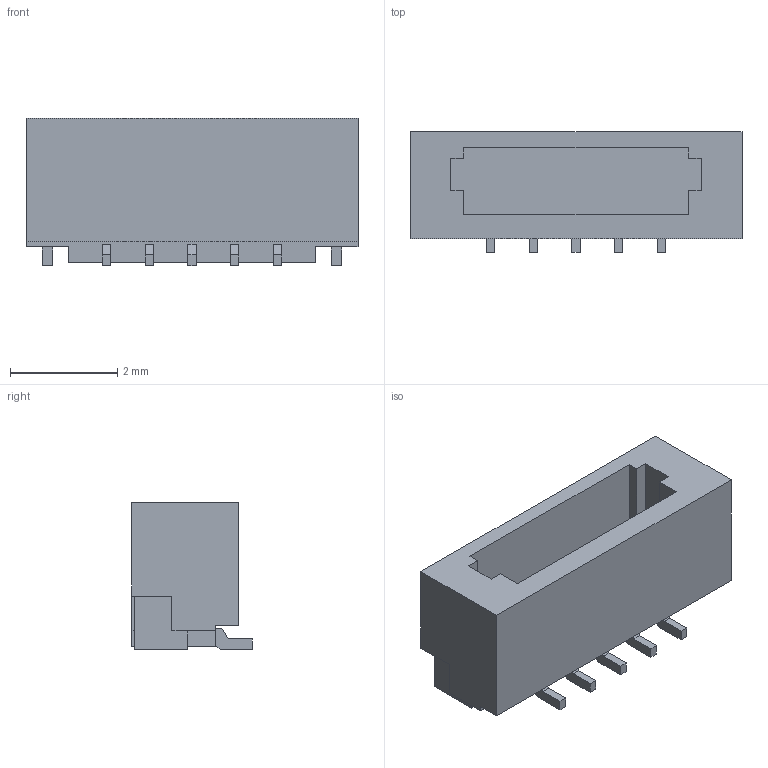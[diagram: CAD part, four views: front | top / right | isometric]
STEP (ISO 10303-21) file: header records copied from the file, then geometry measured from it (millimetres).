
FILE_DESCRIPTION(/* description */ (''),/* implementation_level */ '2;1');
FILE_NAME(/* name */ 'JST BM05B-SURS-TF.step',/* time_stamp */ '2020-01-12T23:18:38+00:00',/* author */ (''),/* organization */ (''),/* preprocessor_version */ 'ST-DEVELOPER v18',/* originating_system */ 'Autodesk Translation Framework v8.12.0.6',/* authorisation */ '');
FILE_SCHEMA (('AUTOMOTIVE_DESIGN { 1 0 10303 214 3 1 1 }'));
Length unit declared in the file: millimetre
Products named in the file (1): JST BM05B-SURS-TF
Bounding box: 6.2 x 2.25 x 2.75 mm (x, y, z)
Volume: 22.2 mm3; surface area: 92.3 mm2
Topology: 1 solids, 1 shells, 81 faces, 217 edges, 144 vertices
Faces by surface type: plane 81
Entity records: 2553 total; most frequent: CARTESIAN_POINT 443, ORIENTED_EDGE 434, DIRECTION 381, LINE 217, VECTOR 217, EDGE_CURVE 217, VERTEX_POINT 144, EDGE_LOOP 87
